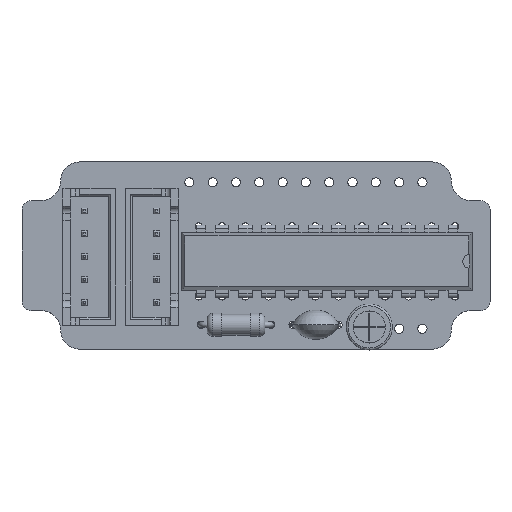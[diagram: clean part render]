
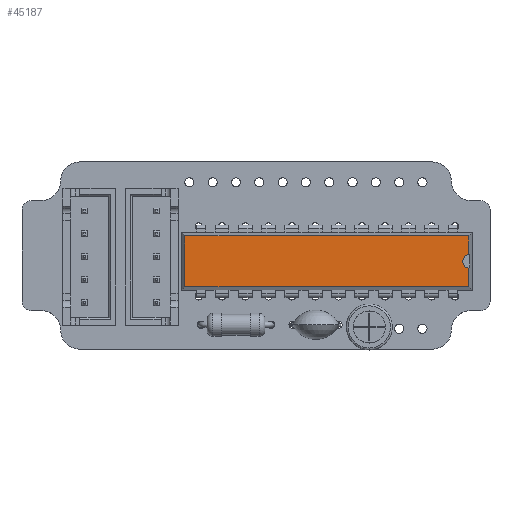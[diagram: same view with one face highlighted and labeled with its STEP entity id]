
A CAD part, top view. The second image highlights one B-rep face of the part: STEP entity #45187.
In plain terms, the highlighted planar face has unit normal (0, 0, 1).
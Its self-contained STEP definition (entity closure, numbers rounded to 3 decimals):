
#22659 = B_SPLINE_SURFACE_WITH_KNOTS('',1,1,(
    (#22660,#22661)
    ,(#22662,#22663
    )),.UNSPECIFIED.,.F.,.F.,.F.,(2,2),(2,2),(0.,31.6),(0.,1.),
  .PIECEWISE_BEZIER_KNOTS.);
#22660 = CARTESIAN_POINT('',(6.91,-29.77,2.157));
#22661 = CARTESIAN_POINT('',(6.586,-29.446,3.68));
#22662 = CARTESIAN_POINT('',(6.91,1.83,2.157));
#22663 = CARTESIAN_POINT('',(6.586,1.506,3.68));
#27725 = B_SPLINE_SURFACE_WITH_KNOTS('',1,1,(
    (#27726,#27727)
    ,(#27728,#27729
    )),.UNSPECIFIED.,.F.,.F.,.F.,(2,2),(2,2),(0.,6.2),(0.,1.),
  .PIECEWISE_BEZIER_KNOTS.);
#27726 = CARTESIAN_POINT('',(6.91,1.83,2.157));
#27727 = CARTESIAN_POINT('',(6.586,1.506,3.68));
#27728 = CARTESIAN_POINT('',(0.71,1.83,2.157));
#27729 = CARTESIAN_POINT('',(1.034,1.506,3.68));
#27783 = B_SPLINE_SURFACE_WITH_KNOTS('',1,1,(
    (#27784,#27785)
    ,(#27786,#27787
    )),.UNSPECIFIED.,.F.,.F.,.F.,(2,2),(2,2),(0.,31.6),(0.,1.),
  .PIECEWISE_BEZIER_KNOTS.);
#27784 = CARTESIAN_POINT('',(0.71,1.83,2.157));
#27785 = CARTESIAN_POINT('',(1.034,1.506,3.68));
#27786 = CARTESIAN_POINT('',(0.71,-29.77,2.157));
#27787 = CARTESIAN_POINT('',(1.034,-29.446,3.68));
#32836 = B_SPLINE_SURFACE_WITH_KNOTS('',1,1,(
    (#32837,#32838)
    ,(#32839,#32840
    )),.UNSPECIFIED.,.F.,.F.,.F.,(2,2),(2,2),(0.,6.2),(0.,1.),
  .PIECEWISE_BEZIER_KNOTS.);
#32837 = CARTESIAN_POINT('',(0.71,-29.77,2.157));
#32838 = CARTESIAN_POINT('',(1.034,-29.446,3.68));
#32839 = CARTESIAN_POINT('',(6.91,-29.77,2.157));
#32840 = CARTESIAN_POINT('',(6.586,-29.446,3.68));
#33118 = VERTEX_POINT('',#33119);
#33119 = CARTESIAN_POINT('',(6.586,1.506,3.68));
#33139 = EDGE_CURVE('',#33140,#33118,#33142,.T.);
#33140 = VERTEX_POINT('',#33141);
#33141 = CARTESIAN_POINT('',(6.586,-29.446,3.68));
#33142 = SURFACE_CURVE('',#33143,(#33147,#33153),.PCURVE_S1.);
#33143 = LINE('',#33144,#33145);
#33144 = CARTESIAN_POINT('',(6.586,-29.446,3.68));
#33145 = VECTOR('',#33146,1.);
#33146 = DIRECTION('',(0.,1.,0.));
#33147 = PCURVE('',#22659,#33148);
#33148 = DEFINITIONAL_REPRESENTATION('',(#33149),#33152);
#33149 = B_SPLINE_CURVE_WITH_KNOTS('',1,(#33150,#33151),.UNSPECIFIED.,
  .F.,.F.,(2,2),(0.,30.953),.PIECEWISE_BEZIER_KNOTS.);
#33150 = CARTESIAN_POINT('',(0.,1.));
#33151 = CARTESIAN_POINT('',(31.6,1.));
#33152 = ( GEOMETRIC_REPRESENTATION_CONTEXT(2) 
PARAMETRIC_REPRESENTATION_CONTEXT() REPRESENTATION_CONTEXT('2D SPACE',''
  ) );
#33153 = PCURVE('',#33154,#33159);
#33154 = PLANE('',#33155);
#33155 = AXIS2_PLACEMENT_3D('',#33156,#33157,#33158);
#33156 = CARTESIAN_POINT('',(6.586,-29.446,3.68));
#33157 = DIRECTION('',(-0.,0.,-1.));
#33158 = DIRECTION('',(-0.177,0.984,0.));
#33159 = DEFINITIONAL_REPRESENTATION('',(#33160),#33164);
#33160 = LINE('',#33161,#33162);
#33161 = CARTESIAN_POINT('',(0.,0.));
#33162 = VECTOR('',#33163,1.);
#33163 = DIRECTION('',(0.984,0.177));
#33164 = ( GEOMETRIC_REPRESENTATION_CONTEXT(2) 
PARAMETRIC_REPRESENTATION_CONTEXT() REPRESENTATION_CONTEXT('2D SPACE',''
  ) );
#38634 = VERTEX_POINT('',#38635);
#38635 = CARTESIAN_POINT('',(1.034,1.506,3.68));
#38655 = EDGE_CURVE('',#38656,#38634,#38658,.T.);
#38656 = VERTEX_POINT('',#38657);
#38657 = CARTESIAN_POINT('',(3.064,1.506,3.68));
#38658 = SURFACE_CURVE('',#38659,(#38663,#38669),.PCURVE_S1.);
#38659 = LINE('',#38660,#38661);
#38660 = CARTESIAN_POINT('',(6.586,1.506,3.68));
#38661 = VECTOR('',#38662,1.);
#38662 = DIRECTION('',(-1.,0.,0.));
#38663 = PCURVE('',#27725,#38664);
#38664 = DEFINITIONAL_REPRESENTATION('',(#38665),#38668);
#38665 = B_SPLINE_CURVE_WITH_KNOTS('',1,(#38666,#38667),.UNSPECIFIED.,
  .F.,.F.,(2,2),(3.523,5.553),
  .PIECEWISE_BEZIER_KNOTS.);
#38666 = CARTESIAN_POINT('',(3.933,1.));
#38667 = CARTESIAN_POINT('',(6.2,1.));
#38668 = ( GEOMETRIC_REPRESENTATION_CONTEXT(2) 
PARAMETRIC_REPRESENTATION_CONTEXT() REPRESENTATION_CONTEXT('2D SPACE',''
  ) );
#38669 = PCURVE('',#33154,#38670);
#38670 = DEFINITIONAL_REPRESENTATION('',(#38671),#38675);
#38671 = LINE('',#38672,#38673);
#38672 = CARTESIAN_POINT('',(30.466,5.465));
#38673 = VECTOR('',#38674,1.);
#38674 = DIRECTION('',(0.177,-0.984));
#38675 = ( GEOMETRIC_REPRESENTATION_CONTEXT(2) 
PARAMETRIC_REPRESENTATION_CONTEXT() REPRESENTATION_CONTEXT('2D SPACE',''
  ) );
#38857 = CYLINDRICAL_SURFACE('',#38858,0.75);
#38858 = AXIS2_PLACEMENT_3D('',#38859,#38860,#38861);
#38859 = CARTESIAN_POINT('',(3.81,1.581,3.68));
#38860 = DIRECTION('',(-0.,0.,-1.));
#38861 = DIRECTION('',(0.,-1.,-0.));
#39159 = VERTEX_POINT('',#39160);
#39160 = CARTESIAN_POINT('',(4.556,1.506,3.68));
#39411 = EDGE_CURVE('',#33118,#39159,#39412,.T.);
#39412 = SURFACE_CURVE('',#39413,(#39417,#39423),.PCURVE_S1.);
#39413 = LINE('',#39414,#39415);
#39414 = CARTESIAN_POINT('',(6.586,1.506,3.68));
#39415 = VECTOR('',#39416,1.);
#39416 = DIRECTION('',(-1.,0.,0.));
#39417 = PCURVE('',#27725,#39418);
#39418 = DEFINITIONAL_REPRESENTATION('',(#39419),#39422);
#39419 = B_SPLINE_CURVE_WITH_KNOTS('',1,(#39420,#39421),.UNSPECIFIED.,
  .F.,.F.,(2,2),(0.,2.03),.PIECEWISE_BEZIER_KNOTS.);
#39420 = CARTESIAN_POINT('',(0.,1.));
#39421 = CARTESIAN_POINT('',(2.267,1.));
#39422 = ( GEOMETRIC_REPRESENTATION_CONTEXT(2) 
PARAMETRIC_REPRESENTATION_CONTEXT() REPRESENTATION_CONTEXT('2D SPACE',''
  ) );
#39423 = PCURVE('',#33154,#39424);
#39424 = DEFINITIONAL_REPRESENTATION('',(#39425),#39429);
#39425 = LINE('',#39426,#39427);
#39426 = CARTESIAN_POINT('',(30.466,5.465));
#39427 = VECTOR('',#39428,1.);
#39428 = DIRECTION('',(0.177,-0.984));
#39429 = ( GEOMETRIC_REPRESENTATION_CONTEXT(2) 
PARAMETRIC_REPRESENTATION_CONTEXT() REPRESENTATION_CONTEXT('2D SPACE',''
  ) );
#39700 = VERTEX_POINT('',#39701);
#39701 = CARTESIAN_POINT('',(1.034,-29.446,3.68));
#39721 = EDGE_CURVE('',#38634,#39700,#39722,.T.);
#39722 = SURFACE_CURVE('',#39723,(#39727,#39733),.PCURVE_S1.);
#39723 = LINE('',#39724,#39725);
#39724 = CARTESIAN_POINT('',(1.034,1.506,3.68));
#39725 = VECTOR('',#39726,1.);
#39726 = DIRECTION('',(0.,-1.,0.));
#39727 = PCURVE('',#27783,#39728);
#39728 = DEFINITIONAL_REPRESENTATION('',(#39729),#39732);
#39729 = B_SPLINE_CURVE_WITH_KNOTS('',1,(#39730,#39731),.UNSPECIFIED.,
  .F.,.F.,(2,2),(0.,30.953),.PIECEWISE_BEZIER_KNOTS.);
#39730 = CARTESIAN_POINT('',(0.,1.));
#39731 = CARTESIAN_POINT('',(31.6,1.));
#39732 = ( GEOMETRIC_REPRESENTATION_CONTEXT(2) 
PARAMETRIC_REPRESENTATION_CONTEXT() REPRESENTATION_CONTEXT('2D SPACE',''
  ) );
#39733 = PCURVE('',#33154,#39734);
#39734 = DEFINITIONAL_REPRESENTATION('',(#39735),#39739);
#39735 = LINE('',#39736,#39737);
#39736 = CARTESIAN_POINT('',(31.447,0.));
#39737 = VECTOR('',#39738,1.);
#39738 = DIRECTION('',(-0.984,-0.177));
#39739 = ( GEOMETRIC_REPRESENTATION_CONTEXT(2) 
PARAMETRIC_REPRESENTATION_CONTEXT() REPRESENTATION_CONTEXT('2D SPACE',''
  ) );
#45167 = EDGE_CURVE('',#39700,#33140,#45168,.T.);
#45168 = SURFACE_CURVE('',#45169,(#45173,#45179),.PCURVE_S1.);
#45169 = LINE('',#45170,#45171);
#45170 = CARTESIAN_POINT('',(1.034,-29.446,3.68));
#45171 = VECTOR('',#45172,1.);
#45172 = DIRECTION('',(1.,0.,0.));
#45173 = PCURVE('',#32836,#45174);
#45174 = DEFINITIONAL_REPRESENTATION('',(#45175),#45178);
#45175 = B_SPLINE_CURVE_WITH_KNOTS('',1,(#45176,#45177),.UNSPECIFIED.,
  .F.,.F.,(2,2),(0.,5.553),.PIECEWISE_BEZIER_KNOTS.);
#45176 = CARTESIAN_POINT('',(0.,1.));
#45177 = CARTESIAN_POINT('',(6.2,1.));
#45178 = ( GEOMETRIC_REPRESENTATION_CONTEXT(2) 
PARAMETRIC_REPRESENTATION_CONTEXT() REPRESENTATION_CONTEXT('2D SPACE',''
  ) );
#45179 = PCURVE('',#33154,#45180);
#45180 = DEFINITIONAL_REPRESENTATION('',(#45181),#45185);
#45181 = LINE('',#45182,#45183);
#45182 = CARTESIAN_POINT('',(0.98,-5.465));
#45183 = VECTOR('',#45184,1.);
#45184 = DIRECTION('',(-0.177,0.984));
#45185 = ( GEOMETRIC_REPRESENTATION_CONTEXT(2) 
PARAMETRIC_REPRESENTATION_CONTEXT() REPRESENTATION_CONTEXT('2D SPACE',''
  ) );
#45187 = ADVANCED_FACE('',(#45188),#33154,.F.);
#45188 = FACE_BOUND('',#45189,.F.);
#45189 = EDGE_LOOP('',(#45190,#45191,#45192,#45193,#45194,#45218,#45240)
  );
#45190 = ORIENTED_EDGE('',*,*,#33139,.F.);
#45191 = ORIENTED_EDGE('',*,*,#45167,.F.);
#45192 = ORIENTED_EDGE('',*,*,#39721,.F.);
#45193 = ORIENTED_EDGE('',*,*,#38655,.F.);
#45194 = ORIENTED_EDGE('',*,*,#45195,.F.);
#45195 = EDGE_CURVE('',#45196,#38656,#45198,.T.);
#45196 = VERTEX_POINT('',#45197);
#45197 = CARTESIAN_POINT('',(3.81,0.831,3.68));
#45198 = SURFACE_CURVE('',#45199,(#45204,#45211),.PCURVE_S1.);
#45199 = CIRCLE('',#45200,0.75);
#45200 = AXIS2_PLACEMENT_3D('',#45201,#45202,#45203);
#45201 = CARTESIAN_POINT('',(3.81,1.581,3.68));
#45202 = DIRECTION('',(0.,-0.,-1.));
#45203 = DIRECTION('',(0.,-1.,0.));
#45204 = PCURVE('',#33154,#45205);
#45205 = DEFINITIONAL_REPRESENTATION('',(#45206),#45210);
#45206 = CIRCLE('',#45207,0.75);
#45207 = AXIS2_PLACEMENT_2D('',#45208,#45209);
#45208 = CARTESIAN_POINT('',(31.03,2.746));
#45209 = DIRECTION('',(-0.984,-0.177));
#45210 = ( GEOMETRIC_REPRESENTATION_CONTEXT(2) 
PARAMETRIC_REPRESENTATION_CONTEXT() REPRESENTATION_CONTEXT('2D SPACE',''
  ) );
#45211 = PCURVE('',#38857,#45212);
#45212 = DEFINITIONAL_REPRESENTATION('',(#45213),#45217);
#45213 = LINE('',#45214,#45215);
#45214 = CARTESIAN_POINT('',(0.,0.));
#45215 = VECTOR('',#45216,1.);
#45216 = DIRECTION('',(1.,0.));
#45217 = ( GEOMETRIC_REPRESENTATION_CONTEXT(2) 
PARAMETRIC_REPRESENTATION_CONTEXT() REPRESENTATION_CONTEXT('2D SPACE',''
  ) );
#45218 = ORIENTED_EDGE('',*,*,#45219,.F.);
#45219 = EDGE_CURVE('',#39159,#45196,#45220,.T.);
#45220 = SURFACE_CURVE('',#45221,(#45226,#45233),.PCURVE_S1.);
#45221 = CIRCLE('',#45222,0.75);
#45222 = AXIS2_PLACEMENT_3D('',#45223,#45224,#45225);
#45223 = CARTESIAN_POINT('',(3.81,1.581,3.68));
#45224 = DIRECTION('',(0.,-0.,-1.));
#45225 = DIRECTION('',(0.,-1.,0.));
#45226 = PCURVE('',#33154,#45227);
#45227 = DEFINITIONAL_REPRESENTATION('',(#45228),#45232);
#45228 = CIRCLE('',#45229,0.75);
#45229 = AXIS2_PLACEMENT_2D('',#45230,#45231);
#45230 = CARTESIAN_POINT('',(31.03,2.746));
#45231 = DIRECTION('',(-0.984,-0.177));
#45232 = ( GEOMETRIC_REPRESENTATION_CONTEXT(2) 
PARAMETRIC_REPRESENTATION_CONTEXT() REPRESENTATION_CONTEXT('2D SPACE',''
  ) );
#45233 = PCURVE('',#38857,#45234);
#45234 = DEFINITIONAL_REPRESENTATION('',(#45235),#45239);
#45235 = LINE('',#45236,#45237);
#45236 = CARTESIAN_POINT('',(-6.283,0.));
#45237 = VECTOR('',#45238,1.);
#45238 = DIRECTION('',(1.,0.));
#45239 = ( GEOMETRIC_REPRESENTATION_CONTEXT(2) 
PARAMETRIC_REPRESENTATION_CONTEXT() REPRESENTATION_CONTEXT('2D SPACE',''
  ) );
#45240 = ORIENTED_EDGE('',*,*,#39411,.F.);
